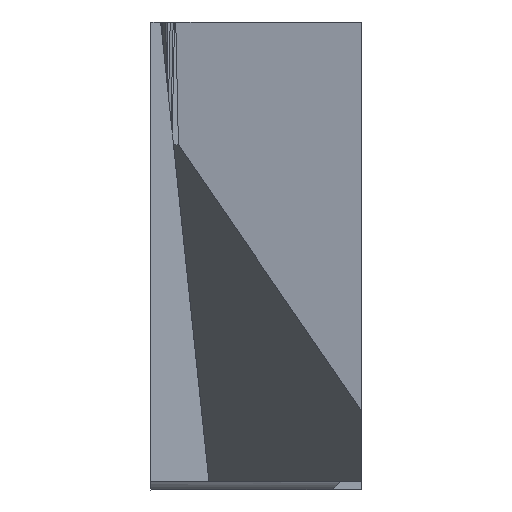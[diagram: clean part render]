
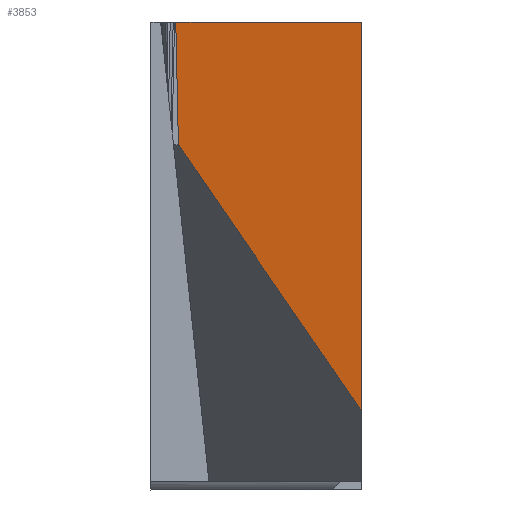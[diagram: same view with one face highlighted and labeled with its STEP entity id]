
A CAD part, front view. The second image highlights one B-rep face of the part: STEP entity #3853.
In plain terms, the highlighted planar face has unit normal (0.866, -0.5, 0).
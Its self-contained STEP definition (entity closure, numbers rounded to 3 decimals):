
#90=CARTESIAN_POINT('',(3.6,5.621,0.));
#91=DIRECTION('',(0.,0.,-1.));
#92=VECTOR('',#91,6.641);
#93=LINE('',#90,#92);
#94=CARTESIAN_POINT('',(3.6,5.621,0.));
#95=VERTEX_POINT('',#94);
#96=CARTESIAN_POINT('',(3.6,5.621,-6.641));
#97=VERTEX_POINT('',#96);
#98=EDGE_CURVE('',#95,#97,#93,.T.);
#581=CARTESIAN_POINT('',(0.473,0.205,-2.097));
#582=VERTEX_POINT('',#581);
#593=CARTESIAN_POINT('',(0.473,0.205,-2.097));
#594=DIRECTION('',(0.404,0.701,-0.588));
#595=VECTOR('',#594,7.73);
#596=LINE('',#593,#595);
#597=EDGE_CURVE('',#582,#97,#596,.T.);
#650=CARTESIAN_POINT('',(0.429,0.128,0.));
#651=VERTEX_POINT('',#650);
#703=CARTESIAN_POINT('',(0.429,0.128,0.));
#704=DIRECTION('',(0.021,0.037,-0.999));
#705=VECTOR('',#704,2.098);
#706=LINE('',#703,#705);
#707=EDGE_CURVE('',#651,#582,#706,.T.);
#1249=CARTESIAN_POINT('',(0.429,0.128,0.));
#1250=DIRECTION('',(0.5,0.866,0.));
#1251=VECTOR('',#1250,1.006);
#1252=LINE('',#1249,#1251);
#1253=CARTESIAN_POINT('',(0.932,0.999,0.));
#1254=VERTEX_POINT('',#1253);
#1255=EDGE_CURVE('',#651,#1254,#1252,.T.);
#1413=CARTESIAN_POINT('',(0.932,1.,0.));
#1414=VERTEX_POINT('',#1413);
#1425=CARTESIAN_POINT('',(0.932,0.999,0.));
#1426=CARTESIAN_POINT('',(0.932,1.,0.));
#1427=CARTESIAN_POINT('',(0.932,1.,0.));
#1428=CARTESIAN_POINT('',(0.932,1.,0.));
#1429=(BOUNDED_CURVE()B_SPLINE_CURVE(3,(#1425,#1426,#1427,#1428),.UNSPECIFIED.,.F.,.F.)B_SPLINE_CURVE_WITH_KNOTS((4,4),(0.,1.),.UNSPECIFIED.)CURVE()GEOMETRIC_REPRESENTATION_ITEM()RATIONAL_B_SPLINE_CURVE((1.,1.,1.,1.))REPRESENTATION_ITEM('')
);
#1430=EDGE_CURVE('',#1254,#1414,#1429,.T.);
#3740=CARTESIAN_POINT('',(3.6,5.621,0.));
#3741=DIRECTION('',(-0.5,-0.866,0.));
#3742=VECTOR('',#3741,5.336);
#3743=LINE('',#3740,#3742);
#3744=EDGE_CURVE('',#95,#1414,#3743,.T.);
#3792=CARTESIAN_POINT('',(2.214,3.221,22.674));
#3793=DIRECTION('',(-0.866,0.5,0.));
#3794=DIRECTION('',(0.,0.,1.));
#3795=AXIS2_PLACEMENT_3D('',#3792,#3793,#3794);
#3796=PLANE('',#3795);
#3797=ORIENTED_EDGE('Edge 85',*,*,#98,.F.);
#3806=ORIENTED_EDGE('Edge 205',*,*,#597,.T.);
#3815=ORIENTED_EDGE('Edge 1738',*,*,#707,.T.);
#3824=ORIENTED_EDGE('Edge 1743',*,*,#1255,.F.);
#3833=ORIENTED_EDGE('Edge 1748',*,*,#1430,.F.);
#3842=ORIENTED_EDGE('Edge 391',*,*,#3744,.T.);
#3851=EDGE_LOOP('',(#3842,#3833,#3824,#3815,#3806,#3797));
#3852=FACE_OUTER_BOUND('Loop 1754',#3851,.T.);
#3853=ADVANCED_FACE('Face 1755',(#3852),#3796,.F.);
